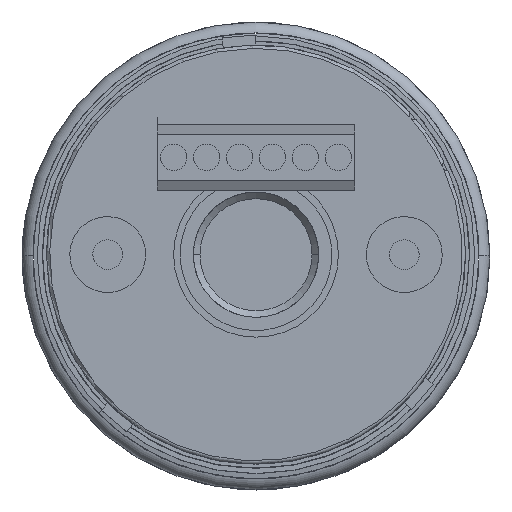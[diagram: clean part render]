
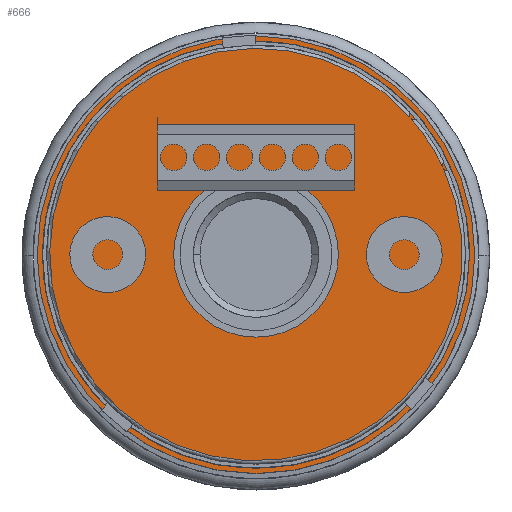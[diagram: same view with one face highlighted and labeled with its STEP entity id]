
A CAD part, top view. The second image highlights one B-rep face of the part: STEP entity #666.
In plain terms, the highlighted planar face has unit normal (0, 0, 1).
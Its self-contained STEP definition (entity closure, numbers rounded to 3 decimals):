
#586=CARTESIAN_POINT('',(261.428,-127.161,108.849));
#587=VERTEX_POINT('',#586);
#596=CARTESIAN_POINT('',(195.026,-127.161,108.849));
#597=VERTEX_POINT('',#596);
#598=CARTESIAN_POINT('',(228.227,-127.161,108.849));
#599=DIRECTION('',(0.0,0.0,1.0));
#600=DIRECTION('',(1.0,0.0,0.0));
#601=AXIS2_PLACEMENT_3D('',#598,#599,#600);
#602=CIRCLE('',#601,33.201);
#603=EDGE_CURVE('',#597,#587,#602,.T.);
#637=CARTESIAN_POINT('',(228.227,-127.161,108.849));
#638=DIRECTION('',(0.0,0.0,1.0));
#639=DIRECTION('',(1.0,0.0,0.0));
#640=AXIS2_PLACEMENT_3D('',#637,#638,#639);
#641=CIRCLE('',#640,33.201);
#642=EDGE_CURVE('',#587,#597,#641,.T.);
#657=CARTESIAN_POINT('',(228.227,-127.161,108.849));
#658=DIRECTION('',(0.0,0.0,1.0));
#659=DIRECTION('',(1.0,0.0,0.0));
#660=AXIS2_PLACEMENT_3D('',#657,#658,#659);
#661=PLANE('',#660);
#662=ORIENTED_EDGE('',*,*,#642,.T.);
#663=ORIENTED_EDGE('',*,*,#603,.T.);
#664=EDGE_LOOP('',(#662,#663));
#665=FACE_OUTER_BOUND('',#664,.T.);
#666=ADVANCED_FACE('',(#665),#661,.T.);
